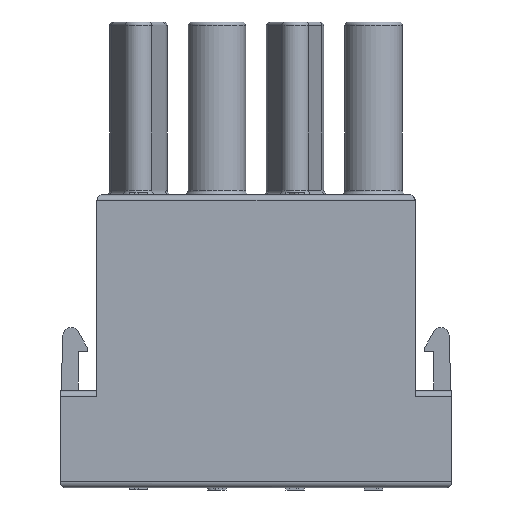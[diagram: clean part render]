
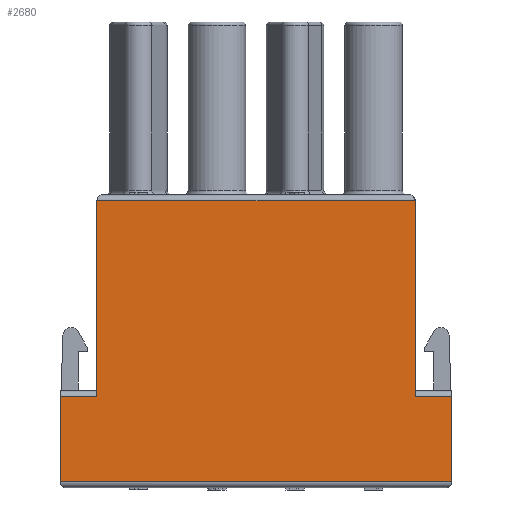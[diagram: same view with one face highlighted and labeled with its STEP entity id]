
A CAD part, left-side view. The second image highlights one B-rep face of the part: STEP entity #2680.
In plain terms, the highlighted planar face has unit normal (-1, 0, 0).
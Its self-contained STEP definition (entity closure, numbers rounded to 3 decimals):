
#2680=ADVANCED_FACE('',(#3203),#2913,.T.);
#2913=PLANE('',#8458);
#3203=FACE_OUTER_BOUND('',#3498,.T.);
#3498=EDGE_LOOP('',(#4698,#4699,#4700,#4701,#4702,#4703,#4704,#4705));
#4698=ORIENTED_EDGE('',*,*,#6790,.T.);
#4699=ORIENTED_EDGE('',*,*,#6786,.T.);
#4700=ORIENTED_EDGE('',*,*,#6741,.T.);
#4701=ORIENTED_EDGE('',*,*,#6791,.T.);
#4702=ORIENTED_EDGE('',*,*,#6792,.T.);
#4703=ORIENTED_EDGE('',*,*,#6738,.T.);
#4704=ORIENTED_EDGE('',*,*,#6708,.T.);
#4705=ORIENTED_EDGE('',*,*,#6714,.T.);
#5843=VERTEX_POINT('',#11513);
#5844=VERTEX_POINT('',#11515);
#5849=VERTEX_POINT('',#11526);
#5862=VERTEX_POINT('',#11588);
#5866=VERTEX_POINT('',#11600);
#5867=VERTEX_POINT('',#11602);
#5897=VERTEX_POINT('',#11692);
#5900=VERTEX_POINT('',#11701);
#6708=EDGE_CURVE('',#5844,#5843,#7494,.T.);
#6714=EDGE_CURVE('',#5843,#5849,#7499,.T.);
#6738=EDGE_CURVE('',#5862,#5844,#7520,.T.);
#6741=EDGE_CURVE('',#5867,#5866,#7522,.T.);
#6786=EDGE_CURVE('',#5897,#5867,#7564,.T.);
#6790=EDGE_CURVE('',#5849,#5897,#7568,.T.);
#6791=EDGE_CURVE('',#5866,#5900,#7569,.T.);
#6792=EDGE_CURVE('',#5900,#5862,#7570,.T.);
#7494=LINE('',#11514,#8010);
#7499=LINE('',#11527,#8015);
#7520=LINE('',#11594,#8036);
#7522=LINE('',#11601,#8038);
#7564=LINE('',#11691,#8080);
#7568=LINE('',#11699,#8084);
#7569=LINE('',#11700,#8085);
#7570=LINE('',#11702,#8086);
#8010=VECTOR('',#9473,1.);
#8015=VECTOR('',#9482,1.);
#8036=VECTOR('',#9519,1.);
#8038=VECTOR('',#9525,1.);
#8080=VECTOR('',#9603,1.);
#8084=VECTOR('',#9609,1.);
#8085=VECTOR('',#9610,1.);
#8086=VECTOR('',#9611,1.);
#8458=AXIS2_PLACEMENT_3D('',#11703,#9612,#9613);
#9473=DIRECTION('',(0.,1.,0.));
#9482=DIRECTION('',(0.,0.,1.));
#9519=DIRECTION('',(0.,0.,1.));
#9525=DIRECTION('',(0.,1.,0.));
#9603=DIRECTION('',(0.,0.,-1.));
#9609=DIRECTION('',(0.,1.,0.));
#9610=DIRECTION('',(0.,0.,-1.));
#9611=DIRECTION('',(0.,-1.,0.));
#9612=DIRECTION('',(-1.,0.,0.));
#9613=DIRECTION('',(0.,-1.,0.));
#11513=CARTESIAN_POINT('',(-5.688,-13.798,7.9));
#11514=CARTESIAN_POINT('',(-5.688,-16.998,7.9));
#11515=CARTESIAN_POINT('',(-5.688,-16.998,7.9));
#11526=CARTESIAN_POINT('',(-5.688,-13.798,24.9));
#11527=CARTESIAN_POINT('',(-5.688,-13.798,7.9));
#11588=CARTESIAN_POINT('',(-5.688,-16.998,0.5));
#11594=CARTESIAN_POINT('',(-5.688,-16.998,0.5));
#11600=CARTESIAN_POINT('',(-5.688,17.002,7.9));
#11601=CARTESIAN_POINT('',(-5.688,13.802,7.9));
#11602=CARTESIAN_POINT('',(-5.688,13.802,7.9));
#11691=CARTESIAN_POINT('',(-5.688,13.802,24.9));
#11692=CARTESIAN_POINT('',(-5.688,13.802,24.9));
#11699=CARTESIAN_POINT('',(-5.688,-13.798,24.9));
#11700=CARTESIAN_POINT('',(-5.688,17.002,7.9));
#11701=CARTESIAN_POINT('',(-5.688,17.002,0.5));
#11702=CARTESIAN_POINT('',(-5.688,17.002,0.5));
#11703=CARTESIAN_POINT('',(-5.688,17.602,-0.6));
